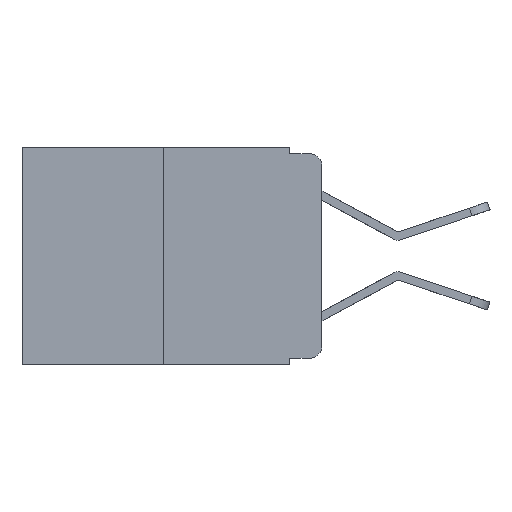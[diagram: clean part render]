
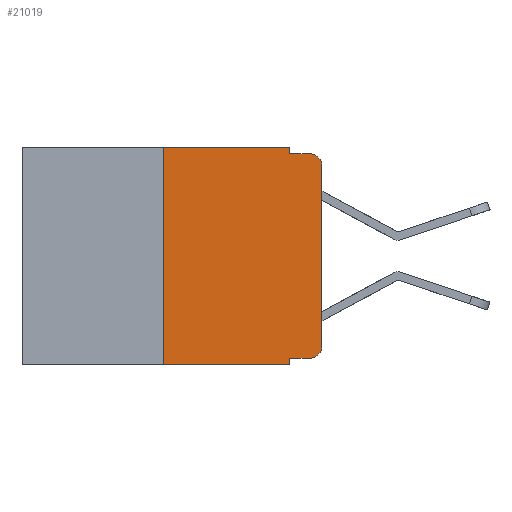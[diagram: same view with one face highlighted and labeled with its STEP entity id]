
A CAD part, left-side view. The second image highlights one B-rep face of the part: STEP entity #21019.
In plain terms, the highlighted planar face has unit normal (-1, 0, 0).
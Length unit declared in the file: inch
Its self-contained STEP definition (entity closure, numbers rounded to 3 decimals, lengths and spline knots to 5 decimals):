
#28 = CARTESIAN_POINT ( 'NONE',  ( 0., 0., 0. ) ) ;
#83 = CARTESIAN_POINT ( 'NONE',  ( 0., 0., -0.03 ) ) ;
#274 = CARTESIAN_POINT ( 'NONE',  ( 0., 0.02, -0.01 ) ) ;
#774 = CARTESIAN_POINT ( 'NONE',  ( 0., 0.25, -0.343 ) ) ;
#929 = ORIENTED_EDGE ( 'NONE', *, *, #15877, .F. ) ;
#1546 = VECTOR ( 'NONE', #21518, 39.37008 ) ;
#1674 = DIRECTION ( 'NONE',  ( 0., -1., 0. ) ) ;
#2288 = EDGE_CURVE ( 'NONE', #17750, #9716, #12456, .T. ) ;
#2514 = CARTESIAN_POINT ( 'NONE',  ( 0., 0.25, 0. ) ) ;
#2793 = VECTOR ( 'NONE', #13476, 39.37008 ) ;
#2825 = CARTESIAN_POINT ( 'NONE',  ( 0., 0.02, -0.333 ) ) ;
#2909 = AXIS2_PLACEMENT_3D ( 'NONE', #8756, #20356, #10470 ) ;
#2942 = DIRECTION ( 'NONE',  ( 0., 0., 1. ) ) ;
#3110 = ORIENTED_EDGE ( 'NONE', *, *, #2288, .F. ) ;
#3156 = VERTEX_POINT ( 'NONE', #15608 ) ;
#3325 = EDGE_CURVE ( 'NONE', #3156, #18176, #14028, .T. ) ;
#3364 = ORIENTED_EDGE ( 'NONE', *, *, #16967, .F. ) ;
#3552 = LINE ( 'NONE', #15672, #20833 ) ;
#3612 = ORIENTED_EDGE ( 'NONE', *, *, #14252, .T. ) ;
#3625 = ORIENTED_EDGE ( 'NONE', *, *, #14081, .T. ) ;
#4080 = VECTOR ( 'NONE', #1674, 39.37008 ) ;
#4206 = CARTESIAN_POINT ( 'NONE',  ( 0., 0.051, -0.333 ) ) ;
#4314 = AXIS2_PLACEMENT_3D ( 'NONE', #17561, #7577, #19218 ) ;
#4325 = CARTESIAN_POINT ( 'NONE',  ( 0., 0.051, -0.01 ) ) ;
#4648 = CARTESIAN_POINT ( 'NONE',  ( 0., 0.25, 0. ) ) ;
#4759 = EDGE_CURVE ( 'NONE', #13838, #18723, #7922, .T. ) ;
#4985 = PLANE ( 'NONE',  #18560 ) ;
#5004 = EDGE_CURVE ( 'NONE', #7442, #13838, #8175, .T. ) ;
#5552 = LINE ( 'NONE', #14913, #1546 ) ;
#5766 = EDGE_CURVE ( 'NONE', #15064, #9716, #15714, .T. ) ;
#6712 = DIRECTION ( 'NONE',  ( 0., 0., -1. ) ) ;
#7323 = DIRECTION ( 'NONE',  ( 0., 0., -1. ) ) ;
#7442 = VERTEX_POINT ( 'NONE', #2825 ) ;
#7576 = DIRECTION ( 'NONE',  ( 0., 0., -1. ) ) ;
#7577 = DIRECTION ( 'NONE',  ( -1., 0., 0. ) ) ;
#7796 = DIRECTION ( 'NONE',  ( 0., -1., 0. ) ) ;
#7922 = LINE ( 'NONE', #28, #21169 ) ;
#8174 = VERTEX_POINT ( 'NONE', #9888 ) ;
#8175 = CIRCLE ( 'NONE', #4314, 0.02 ) ;
#8718 = CARTESIAN_POINT ( 'NONE',  ( 0., 0.051, -0.343 ) ) ;
#8756 = CARTESIAN_POINT ( 'NONE',  ( 0., 0.02, -0.03 ) ) ;
#9478 = VECTOR ( 'NONE', #2942, 39.37008 ) ;
#9578 = VECTOR ( 'NONE', #7796, 39.37008 ) ;
#9716 = VERTEX_POINT ( 'NONE', #8718 ) ;
#9888 = CARTESIAN_POINT ( 'NONE',  ( 0., 0.051, 0. ) ) ;
#10470 = DIRECTION ( 'NONE',  ( 0., 0., -1. ) ) ;
#10558 = LINE ( 'NONE', #4648, #9478 ) ;
#10881 = CIRCLE ( 'NONE', #2909, 0.02 ) ;
#11941 = VECTOR ( 'NONE', #7576, 39.37008 ) ;
#11996 = DIRECTION ( 'NONE',  ( 0., 0., 1. ) ) ;
#12349 = FACE_OUTER_BOUND ( 'NONE', #18466, .T. ) ;
#12456 = LINE ( 'NONE', #12714, #11941 ) ;
#12714 = CARTESIAN_POINT ( 'NONE',  ( 0., 0.051, 0. ) ) ;
#13430 = CARTESIAN_POINT ( 'NONE',  ( 0., 0.473, 0. ) ) ;
#13438 = ORIENTED_EDGE ( 'NONE', *, *, #21578, .F. ) ;
#13476 = DIRECTION ( 'NONE',  ( 0., -1., 0. ) ) ;
#13691 = ORIENTED_EDGE ( 'NONE', *, *, #3325, .F. ) ;
#13838 = VERTEX_POINT ( 'NONE', #20388 ) ;
#14028 = LINE ( 'NONE', #4325, #9578 ) ;
#14081 = EDGE_CURVE ( 'NONE', #17750, #7442, #5552, .T. ) ;
#14252 = EDGE_CURVE ( 'NONE', #18723, #18176, #10881, .T. ) ;
#14913 = CARTESIAN_POINT ( 'NONE',  ( 0., 0.051, -0.333 ) ) ;
#15064 = VERTEX_POINT ( 'NONE', #774 ) ;
#15139 = CARTESIAN_POINT ( 'NONE',  ( 0., 0.473, -0.343 ) ) ;
#15608 = CARTESIAN_POINT ( 'NONE',  ( 0., 0.051, -0.01 ) ) ;
#15672 = CARTESIAN_POINT ( 'NONE',  ( 0., 0.051, 0. ) ) ;
#15714 = LINE ( 'NONE', #15139, #2793 ) ;
#15877 = EDGE_CURVE ( 'NONE', #15064, #19511, #10558, .T. ) ;
#16745 = DIRECTION ( 'NONE',  ( 1., 0., 0. ) ) ;
#16967 = EDGE_CURVE ( 'NONE', #8174, #3156, #3552, .T. ) ;
#17506 = LINE ( 'NONE', #21754, #4080 ) ;
#17561 = CARTESIAN_POINT ( 'NONE',  ( 0., 0.02, -0.313 ) ) ;
#17750 = VERTEX_POINT ( 'NONE', #4206 ) ;
#18176 = VERTEX_POINT ( 'NONE', #274 ) ;
#18325 = ORIENTED_EDGE ( 'NONE', *, *, #4759, .T. ) ;
#18466 = EDGE_LOOP ( 'NONE', ( #18325, #3612, #13691, #3364, #13438, #929, #19888, #3110, #3625, #20660 ) ) ;
#18560 = AXIS2_PLACEMENT_3D ( 'NONE', #13430, #16745, #6712 ) ;
#18723 = VERTEX_POINT ( 'NONE', #83 ) ;
#19218 = DIRECTION ( 'NONE',  ( 0., 0., -1. ) ) ;
#19511 = VERTEX_POINT ( 'NONE', #2514 ) ;
#19888 = ORIENTED_EDGE ( 'NONE', *, *, #5766, .T. ) ;
#20356 = DIRECTION ( 'NONE',  ( -1., 0., 0. ) ) ;
#20388 = CARTESIAN_POINT ( 'NONE',  ( 0., 0., -0.313 ) ) ;
#20660 = ORIENTED_EDGE ( 'NONE', *, *, #5004, .T. ) ;
#20833 = VECTOR ( 'NONE', #7323, 39.37008 ) ;
#21019 = ADVANCED_FACE ( 'NONE', ( #12349 ), #4985, .F. ) ;
#21169 = VECTOR ( 'NONE', #11996, 39.37008 ) ;
#21518 = DIRECTION ( 'NONE',  ( 0., -1., 0. ) ) ;
#21578 = EDGE_CURVE ( 'NONE', #19511, #8174, #17506, .T. ) ;
#21754 = CARTESIAN_POINT ( 'NONE',  ( 0., 0.473, 0. ) ) ;
